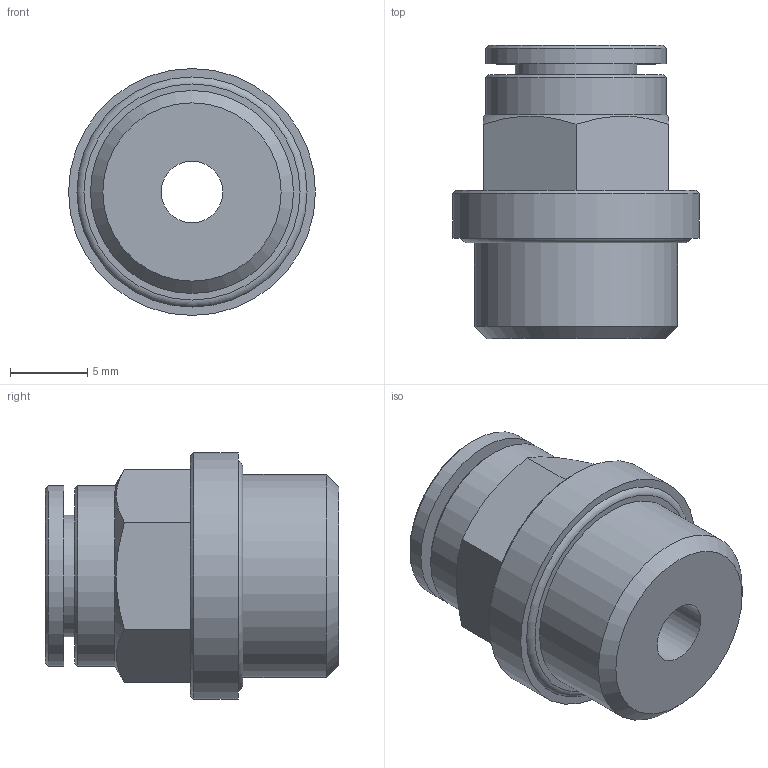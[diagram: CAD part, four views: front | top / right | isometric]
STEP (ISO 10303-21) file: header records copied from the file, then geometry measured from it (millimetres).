
FILE_DESCRIPTION((''),'2;1');
FILE_NAME('Schlauchanschluss_G1_4_Gerade fuer 6er Schlauch_A26003905.stp','2006-10-26T08:51:35',('ScheitB'),(''),'Autodesk Inventor 10','Autodesk Inventor 10','');
FILE_SCHEMA(('AUTOMOTIVE_DESIGN { 1 0 10303 214 1 1 1 1 }'));
Length unit declared in the file: millimetre
Products named in the file (1): angea15a
Bounding box: 16 x 19 x 16 mm (x, y, z)
Volume: 2189.7 mm3; surface area: 1517.4 mm2
Topology: 1 solids, 1 shells, 27 faces, 56 edges, 37 vertices
Faces by surface type: plane 14, cylinder 7, cone 5, torus 1
Full cylindrical faces by diameter (mm): 4 x1, 6 x1, 7.9 x1, 11.7 x2, 13.157 x1, 16 x1
Entity records: 633 total; most frequent: CARTESIAN_POINT 110, DIRECTION 108, ORIENTED_EDGE 76, AXIS2_PLACEMENT_3D 48, EDGE_LOOP 48, EDGE_CURVE 38, VERTEX_POINT 32, FACE_OUTER_BOUND 27
